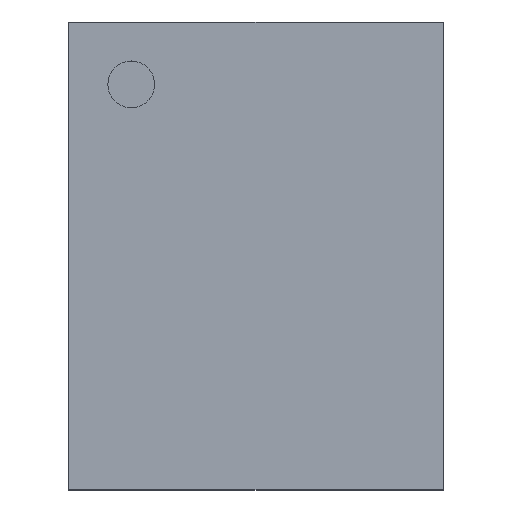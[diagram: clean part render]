
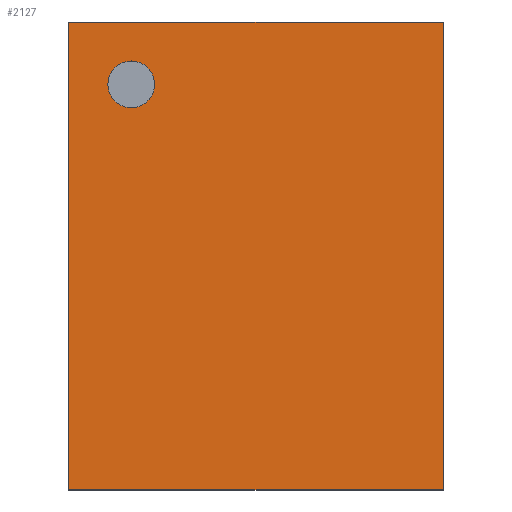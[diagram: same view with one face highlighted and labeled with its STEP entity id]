
A CAD part, top view. The second image highlights one B-rep face of the part: STEP entity #2127.
In plain terms, the highlighted planar face has unit normal (0, 0, 1).
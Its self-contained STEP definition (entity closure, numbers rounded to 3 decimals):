
#37=FACE_BOUND('',#191,.T.);
#38=CIRCLE('',#2300,0.125);
#42=FACE_OUTER_BOUND('',#190,.T.);
#190=EDGE_LOOP('',(#1396,#1397,#1398,#1399));
#191=EDGE_LOOP('',(#1400));
#338=LINE('',#3048,#631);
#343=LINE('',#3057,#636);
#344=LINE('',#3060,#637);
#345=LINE('',#3061,#638);
#631=VECTOR('',#2452,1.);
#636=VECTOR('',#2459,1.);
#637=VECTOR('',#2462,1.);
#638=VECTOR('',#2463,1.);
#924=VERTEX_POINT('',#3045);
#925=VERTEX_POINT('',#3047);
#928=VERTEX_POINT('',#3055);
#929=VERTEX_POINT('',#3059);
#930=VERTEX_POINT('',#3062);
#1094=EDGE_CURVE('',#924,#925,#338,.T.);
#1099=EDGE_CURVE('',#924,#928,#343,.T.);
#1100=EDGE_CURVE('',#928,#929,#344,.T.);
#1101=EDGE_CURVE('',#925,#929,#345,.T.);
#1102=EDGE_CURVE('',#930,#930,#38,.T.);
#1396=ORIENTED_EDGE('',*,*,#1094,.F.);
#1397=ORIENTED_EDGE('',*,*,#1099,.T.);
#1398=ORIENTED_EDGE('',*,*,#1100,.T.);
#1399=ORIENTED_EDGE('',*,*,#1101,.F.);
#1400=ORIENTED_EDGE('',*,*,#1102,.F.);
#1980=PLANE('',#2299);
#2127=ADVANCED_FACE('',(#42,#37),#1980,.T.);
#2299=AXIS2_PLACEMENT_3D('',#3058,#2460,#2461);
#2300=AXIS2_PLACEMENT_3D('',#3063,#2464,#2465);
#2452=DIRECTION('',(0.,1.,0.));
#2459=DIRECTION('',(1.,0.,0.));
#2460=DIRECTION('center_axis',(0.,0.,1.));
#2461=DIRECTION('ref_axis',(1.,0.,0.));
#2462=DIRECTION('',(0.,1.,0.));
#2463=DIRECTION('',(1.,0.,0.));
#2464=DIRECTION('center_axis',(0.,0.,1.));
#2465=DIRECTION('ref_axis',(1.,0.,0.));
#3045=CARTESIAN_POINT('',(-1.,-1.25,0.8));
#3047=CARTESIAN_POINT('',(-1.,1.25,0.8));
#3048=CARTESIAN_POINT('',(-1.,-1.25,0.8));
#3055=CARTESIAN_POINT('',(1.,-1.25,0.8));
#3057=CARTESIAN_POINT('',(-1.,-1.25,0.8));
#3058=CARTESIAN_POINT('Origin',(-1.,-1.25,0.8));
#3059=CARTESIAN_POINT('',(1.,1.25,0.8));
#3060=CARTESIAN_POINT('',(1.,-1.25,0.8));
#3061=CARTESIAN_POINT('',(-1.,1.25,0.8));
#3062=CARTESIAN_POINT('',(-0.792,0.917,0.8));
#3063=CARTESIAN_POINT('Origin',(-0.667,0.917,0.8));
